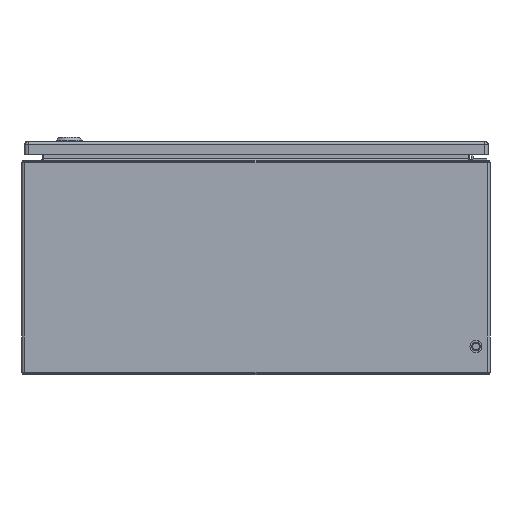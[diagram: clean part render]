
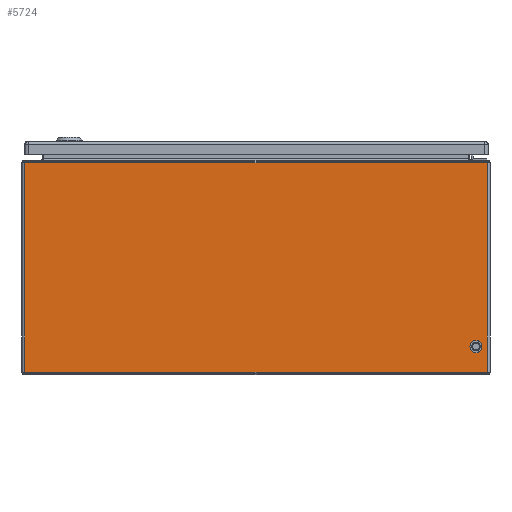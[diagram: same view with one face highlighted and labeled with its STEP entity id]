
A CAD part, front view. The second image highlights one B-rep face of the part: STEP entity #5724.
In plain terms, the highlighted planar face has unit normal (0, -1, 0).
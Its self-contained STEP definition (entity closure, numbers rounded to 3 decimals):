
#2264=FACE_BOUND('',#8023,.T.);
#2265=FACE_BOUND('',#8024,.T.);
#3714=LINE('',#28362,#4824);
#3715=LINE('',#28366,#4825);
#3716=LINE('',#28368,#4826);
#3717=LINE('',#28370,#4827);
#4824=VECTOR('',#22359,1.);
#4825=VECTOR('',#22364,1.);
#4826=VECTOR('',#22365,1.);
#4827=VECTOR('',#22366,1.);
#5724=ADVANCED_FACE('F141',(#2264,#2265),#6203,.T.);
#6203=PLANE('',#18252);
#8023=EDGE_LOOP('',(#12152,#12153,#12154,#12155));
#8024=EDGE_LOOP('',(#12156));
#12152=ORIENTED_EDGE('',*,*,#15909,.T.);
#12153=ORIENTED_EDGE('',*,*,#15910,.T.);
#12154=ORIENTED_EDGE('',*,*,#15911,.T.);
#12155=ORIENTED_EDGE('',*,*,#15907,.T.);
#12156=ORIENTED_EDGE('',*,*,#15890,.T.);
#13789=VERTEX_POINT('',#28310);
#13800=VERTEX_POINT('',#28359);
#13801=VERTEX_POINT('',#28363);
#13802=VERTEX_POINT('',#28367);
#13803=VERTEX_POINT('',#28369);
#15890=EDGE_CURVE('E317',#13789,#13789,#16729,.T.);
#15907=EDGE_CURVE('E276',#13800,#13801,#3714,.T.);
#15909=EDGE_CURVE('E269',#13801,#13802,#3715,.T.);
#15910=EDGE_CURVE('E280',#13802,#13803,#3716,.T.);
#15911=EDGE_CURVE('E281',#13803,#13800,#3717,.T.);
#16729=CIRCLE('',#18234,4.5);
#18234=AXIS2_PLACEMENT_3D('',#28312,#22321,#22322);
#18252=AXIS2_PLACEMENT_3D('',#28371,#22367,#22368);
#22321=DIRECTION('',(0.,1.,0.));
#22322=DIRECTION('',(0.,0.,1.));
#22359=DIRECTION('',(0.,0.,-1.));
#22364=DIRECTION('',(1.,0.,0.));
#22365=DIRECTION('',(0.,0.,1.));
#22366=DIRECTION('',(-1.,0.,0.));
#22367=DIRECTION('',(0.,-1.,0.));
#22368=DIRECTION('',(-1.,0.,0.));
#28310=CARTESIAN_POINT('',(1739.909,-373.986,29.922));
#28312=CARTESIAN_POINT('',(1735.409,-373.986,29.922));
#28359=CARTESIAN_POINT('',(1253.209,-373.986,226.122));
#28362=CARTESIAN_POINT('',(1253.209,-373.986,114.422));
#28363=CARTESIAN_POINT('',(1253.209,-373.986,2.722));
#28366=CARTESIAN_POINT('',(1500.409,-373.986,2.722));
#28367=CARTESIAN_POINT('',(1747.609,-373.986,2.722));
#28368=CARTESIAN_POINT('',(1747.609,-373.986,114.422));
#28369=CARTESIAN_POINT('',(1747.609,-373.986,226.122));
#28370=CARTESIAN_POINT('',(1500.409,-373.986,226.122));
#28371=CARTESIAN_POINT('',(1250.409,-373.986,-0.078));
